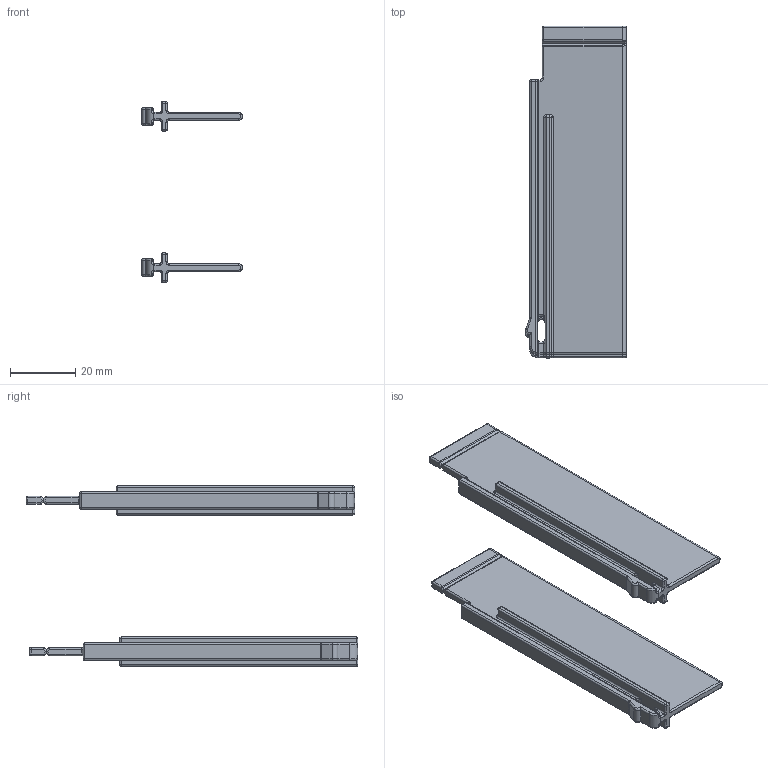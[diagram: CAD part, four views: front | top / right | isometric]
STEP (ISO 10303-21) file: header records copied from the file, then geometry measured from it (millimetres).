
FILE_DESCRIPTION((''),'2;1');
FILE_NAME('1SDH002065A1147_IGES','2019-05-16T',('ITSTCAR1'),(''),'CREO PARAMETRIC BY PTC INC, 2016050','CREO PARAMETRIC BY PTC INC, 2016050','');
FILE_SCHEMA(('AUTOMOTIVE_DESIGN { 1 0 10303 214 1 1 1 1 }'));
Length unit declared in the file: millimetre
Products named in the file (1): 1SDH002065A1147_IGES
Bounding box: 31 x 102 x 55.5 mm (x, y, z)
Volume: 17424 mm3; surface area: 15343 mm2
Topology: 2 solids, 2 shells, 332 faces, 740 edges, 408 vertices
Faces by surface type: cylinder 144, plane 56, torus 52, bspline 40, sphere 40
Entity records: 15548 total; most frequent: CARTESIAN_POINT 5466, DIRECTION 1544, ORIENTED_EDGE 1480, EDGE_CURVE 740, AXIS2_PLACEMENT_3D 626, VERTEX_POINT 408, CIRCLE 334, EDGE_LOOP 332
